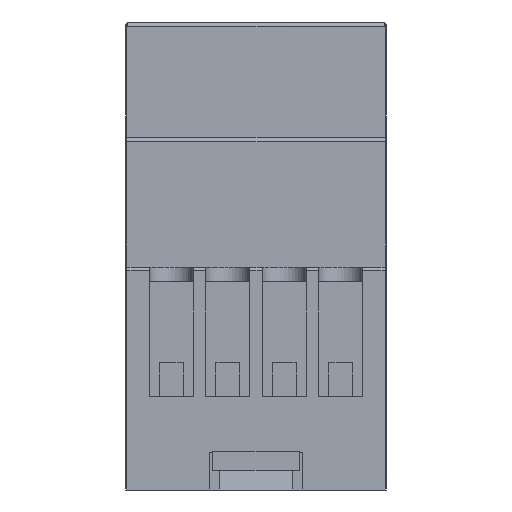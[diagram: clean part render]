
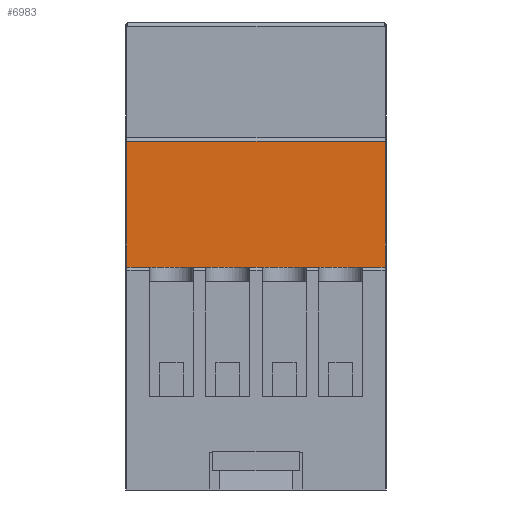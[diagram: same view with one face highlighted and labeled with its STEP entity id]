
A CAD part, front view. The second image highlights one B-rep face of the part: STEP entity #6983.
In plain terms, the highlighted planar face has unit normal (0, -1, 0).
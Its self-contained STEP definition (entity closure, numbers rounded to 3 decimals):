
#79 = LINE ( 'NONE', #10509, #5982 ) ;
#224 = VERTEX_POINT ( 'NONE', #10987 ) ;
#589 = CARTESIAN_POINT ( 'NONE',  ( -36.3, 11., 31. ) ) ;
#714 = DIRECTION ( 'NONE',  ( 0., -1., 0. ) ) ;
#1241 = VECTOR ( 'NONE', #11914, 1000. ) ;
#1312 = DIRECTION ( 'NONE',  ( 0., 0., -1. ) ) ;
#1471 = VERTEX_POINT ( 'NONE', #12641 ) ;
#1564 = VECTOR ( 'NONE', #9336, 1000. ) ;
#1668 = CARTESIAN_POINT ( 'NONE',  ( -0.2, 11., 48.5 ) ) ;
#1682 = DIRECTION ( 'NONE',  ( 0., 0., -1. ) ) ;
#1938 = EDGE_CURVE ( 'NONE', #224, #8848, #79, .T. ) ;
#2105 = VERTEX_POINT ( 'NONE', #1668 ) ;
#2810 = CARTESIAN_POINT ( 'NONE',  ( -0.2, 11., 49. ) ) ;
#3317 = AXIS2_PLACEMENT_3D ( 'NONE', #5107, #714, #1682 ) ;
#3454 = ORIENTED_EDGE ( 'NONE', *, *, #1938, .T. ) ;
#4111 = LINE ( 'NONE', #2810, #4821 ) ;
#4779 = EDGE_CURVE ( 'NONE', #1471, #2105, #4111, .T. ) ;
#4821 = VECTOR ( 'NONE', #9504, 1000. ) ;
#5107 = CARTESIAN_POINT ( 'NONE',  ( -36.3, 11., 49. ) ) ;
#5982 = VECTOR ( 'NONE', #1312, 1000. ) ;
#6161 = ORIENTED_EDGE ( 'NONE', *, *, #12495, .T. ) ;
#6770 = EDGE_CURVE ( 'NONE', #2105, #224, #14068, .T. ) ;
#6983 = ADVANCED_FACE ( 'NONE', ( #8869 ), #9769, .T. ) ;
#7480 = LINE ( 'NONE', #589, #1241 ) ;
#7927 = EDGE_LOOP ( 'NONE', ( #8907, #3454, #6161, #12331 ) ) ;
#8848 = VERTEX_POINT ( 'NONE', #11136 ) ;
#8869 = FACE_OUTER_BOUND ( 'NONE', #7927, .T. ) ;
#8907 = ORIENTED_EDGE ( 'NONE', *, *, #6770, .T. ) ;
#9336 = DIRECTION ( 'NONE',  ( -1., 0., 0. ) ) ;
#9504 = DIRECTION ( 'NONE',  ( 0., 0., 1. ) ) ;
#9769 = PLANE ( 'NONE',  #3317 ) ;
#10509 = CARTESIAN_POINT ( 'NONE',  ( -36.1, 11., 31. ) ) ;
#10987 = CARTESIAN_POINT ( 'NONE',  ( -36.1, 11., 48.5 ) ) ;
#11136 = CARTESIAN_POINT ( 'NONE',  ( -36.1, 11., 31. ) ) ;
#11501 = CARTESIAN_POINT ( 'NONE',  ( -36.3, 11., 48.5 ) ) ;
#11914 = DIRECTION ( 'NONE',  ( 1., 0., 0. ) ) ;
#12331 = ORIENTED_EDGE ( 'NONE', *, *, #4779, .T. ) ;
#12495 = EDGE_CURVE ( 'NONE', #8848, #1471, #7480, .T. ) ;
#12641 = CARTESIAN_POINT ( 'NONE',  ( -0.2, 11., 31. ) ) ;
#14068 = LINE ( 'NONE', #11501, #1564 ) ;
